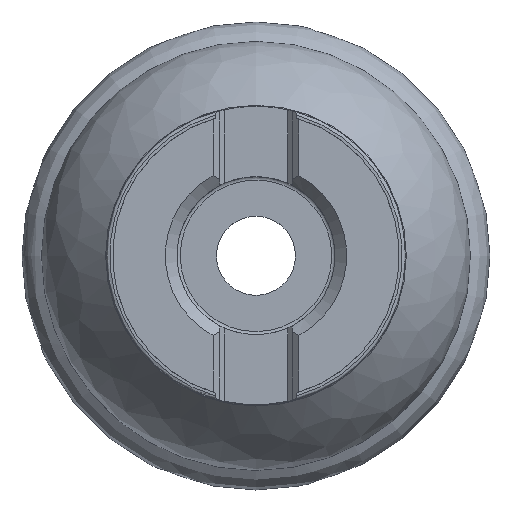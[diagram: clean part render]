
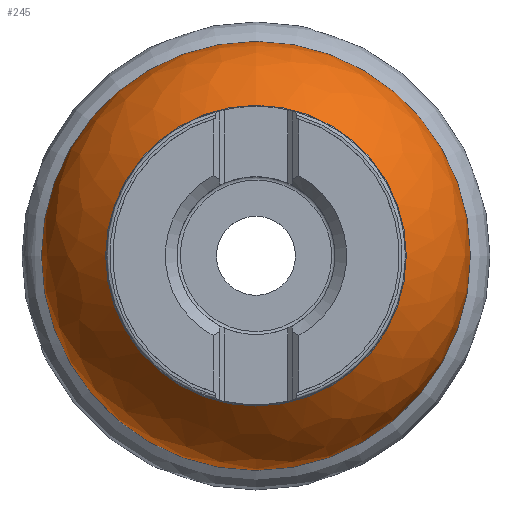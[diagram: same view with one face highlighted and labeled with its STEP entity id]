
A CAD part, top view. The second image highlights one B-rep face of the part: STEP entity #245.
In plain terms, the highlighted face is a revolution surface.
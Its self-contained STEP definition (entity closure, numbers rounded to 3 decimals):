
#194=SURFACE_OF_REVOLUTION('',#196,#195);
#195=AXIS1_PLACEMENT('',#1362,#1107);
#196=B_SPLINE_CURVE_WITH_KNOTS('',3,(#1358,#1359,#1360,#1361),
 .UNSPECIFIED.,.F.,.F.,(4,4),(0.,1.),.UNSPECIFIED.);
#245=ADVANCED_FACE('CN_SU3',(#326,#327),#194,.F.);
#326=FACE_BOUND('',#375,.T.);
#327=FACE_BOUND('',#376,.T.);
#375=EDGE_LOOP('',(#447));
#376=EDGE_LOOP('',(#448));
#447=ORIENTED_EDGE('',*,*,#699,.T.);
#448=ORIENTED_EDGE('',*,*,#700,.F.);
#627=VERTEX_POINT('',#1351);
#628=VERTEX_POINT('',#1357);
#699=EDGE_CURVE('',#627,#627,#794,.T.);
#700=EDGE_CURVE('',#628,#628,#795,.T.);
#794=CIRCLE('',#953,36.658);
#795=CIRCLE('',#958,25.699);
#953=AXIS2_PLACEMENT_3D('',#1350,#1095,#1096);
#958=AXIS2_PLACEMENT_3D('',#1356,#1105,#1106);
#1095=DIRECTION('',(0.,0.,1.));
#1096=DIRECTION('',(0.,1.,0.));
#1105=DIRECTION('',(0.,0.,1.));
#1106=DIRECTION('',(0.,1.,0.));
#1107=DIRECTION('',(0.,0.,1.));
#1350=CARTESIAN_POINT('',(0.,0.,-34.));
#1351=CARTESIAN_POINT('',(0.,36.658,-34.));
#1356=CARTESIAN_POINT('',(0.,0.,-15.528));
#1357=CARTESIAN_POINT('',(0.,25.699,-15.528));
#1358=CARTESIAN_POINT('',(-25.699,0.,-15.528));
#1359=CARTESIAN_POINT('',(-30.78,0.,-21.311));
#1360=CARTESIAN_POINT('',(-36.658,0.,-26.779));
#1361=CARTESIAN_POINT('',(-36.658,0.,-34.));
#1362=CARTESIAN_POINT('',(0.,0.,1.));
